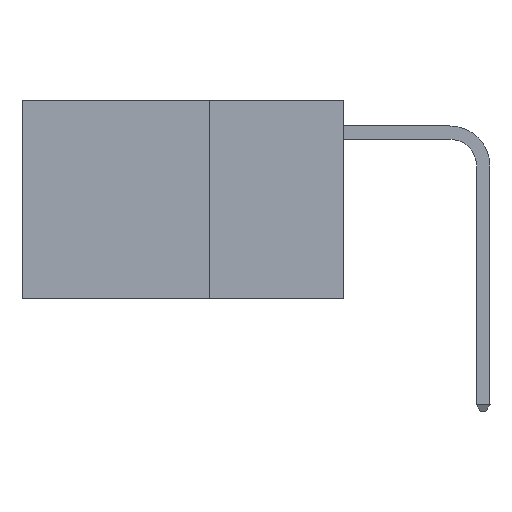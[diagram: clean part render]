
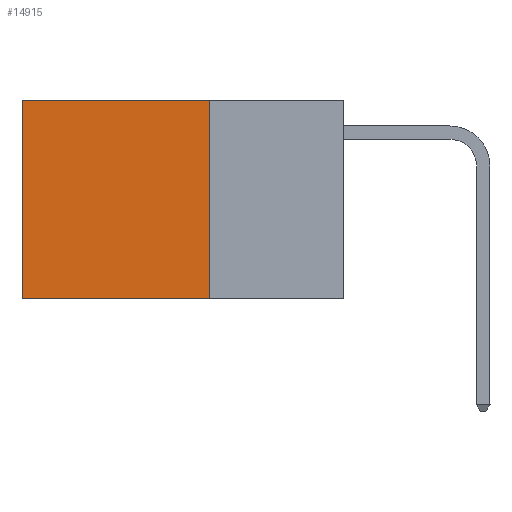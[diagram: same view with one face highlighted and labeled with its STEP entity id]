
A CAD part, left-side view. The second image highlights one B-rep face of the part: STEP entity #14915.
In plain terms, the highlighted planar face has unit normal (-1, 0, 0).
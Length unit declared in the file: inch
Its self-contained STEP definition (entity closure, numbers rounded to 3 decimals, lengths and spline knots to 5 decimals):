
#291 = CARTESIAN_POINT ( 'NONE',  ( 0.2625, 0.25, 0. ) ) ;
#328 = FACE_OUTER_BOUND ( 'NONE', #5513, .T. ) ;
#988 = CARTESIAN_POINT ( 'NONE',  ( 0.2625, 0.6, 0. ) ) ;
#1324 = CARTESIAN_POINT ( 'NONE',  ( 0.2625, 0.6, 0. ) ) ;
#1556 = VECTOR ( 'NONE', #8092, 39.37008 ) ;
#1668 = DIRECTION ( 'NONE',  ( 0., 0., -1. ) ) ;
#1753 = VECTOR ( 'NONE', #6499, 39.37008 ) ;
#1984 = LINE ( 'NONE', #10612, #1556 ) ;
#2547 = VERTEX_POINT ( 'NONE', #5723 ) ;
#2718 = ORIENTED_EDGE ( 'NONE', *, *, #6535, .T. ) ;
#2887 = CARTESIAN_POINT ( 'NONE',  ( 0.2625, 0.25, 0. ) ) ;
#2954 = DIRECTION ( 'NONE',  ( 0., 0., -1. ) ) ;
#3316 = VECTOR ( 'NONE', #2954, 39.37008 ) ;
#3334 = LINE ( 'NONE', #2887, #3316 ) ;
#4492 = DIRECTION ( 'NONE',  ( 0., 1., 0. ) ) ;
#4568 = CARTESIAN_POINT ( 'NONE',  ( 0.2625, 0.25, 0. ) ) ;
#4938 = EDGE_CURVE ( 'NONE', #6284, #2547, #3334, .T. ) ;
#5513 = EDGE_LOOP ( 'NONE', ( #9963, #7670, #11888, #2718 ) ) ;
#5723 = CARTESIAN_POINT ( 'NONE',  ( 0.2625, 0.25, -0.37 ) ) ;
#6284 = VERTEX_POINT ( 'NONE', #6810 ) ;
#6499 = DIRECTION ( 'NONE',  ( 0., 0., -1. ) ) ;
#6535 = EDGE_CURVE ( 'NONE', #6284, #6891, #7561, .T. ) ;
#6810 = CARTESIAN_POINT ( 'NONE',  ( 0.2625, 0.25, 0. ) ) ;
#6891 = VERTEX_POINT ( 'NONE', #1324 ) ;
#7524 = VECTOR ( 'NONE', #4492, 39.37008 ) ;
#7561 = LINE ( 'NONE', #4568, #7524 ) ;
#7670 = ORIENTED_EDGE ( 'NONE', *, *, #16430, .F. ) ;
#8092 = DIRECTION ( 'NONE',  ( 0., 1., 0. ) ) ;
#8974 = LINE ( 'NONE', #988, #1753 ) ;
#9755 = DIRECTION ( 'NONE',  ( 1., 0., 0. ) ) ;
#9963 = ORIENTED_EDGE ( 'NONE', *, *, #16654, .T. ) ;
#10209 = AXIS2_PLACEMENT_3D ( 'NONE', #291, #9755, #1668 ) ;
#10612 = CARTESIAN_POINT ( 'NONE',  ( 0.2625, 0.25, -0.37 ) ) ;
#11888 = ORIENTED_EDGE ( 'NONE', *, *, #4938, .F. ) ;
#12472 = CARTESIAN_POINT ( 'NONE',  ( 0.2625, 0.6, -0.37 ) ) ;
#14700 = PLANE ( 'NONE',  #10209 ) ;
#14915 = ADVANCED_FACE ( 'NONE', ( #328 ), #14700, .F. ) ;
#15044 = VERTEX_POINT ( 'NONE', #12472 ) ;
#16430 = EDGE_CURVE ( 'NONE', #2547, #15044, #1984, .T. ) ;
#16654 = EDGE_CURVE ( 'NONE', #6891, #15044, #8974, .T. ) ;
